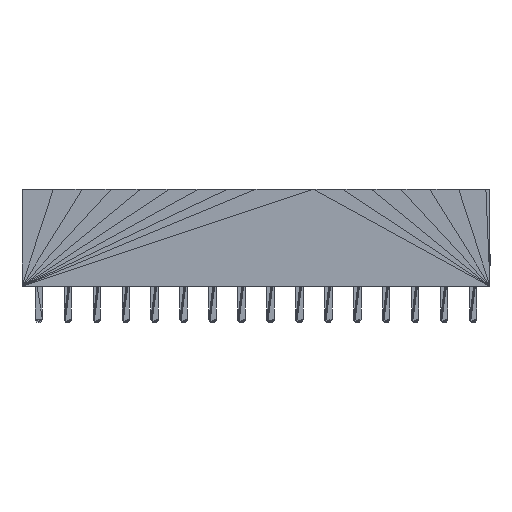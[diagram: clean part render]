
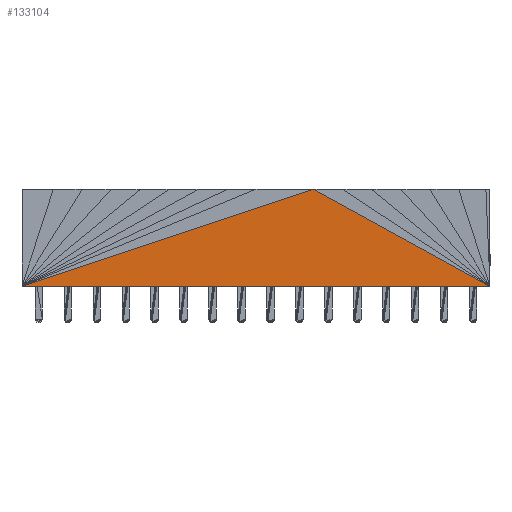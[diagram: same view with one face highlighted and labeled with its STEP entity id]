
A CAD part, front view. The second image highlights one B-rep face of the part: STEP entity #133104.
In plain terms, the highlighted planar face has unit normal (0, -1, 0).
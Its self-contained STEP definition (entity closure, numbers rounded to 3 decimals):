
#12=DIRECTION('',(1.0,0.0,0.0));
#2138=VECTOR('',#12,1000.0);
#2266=DIRECTION('',(-0.0,-1.0,0.0));
#132945=CARTESIAN_POINT('',(20.52,-2.5,0.0));
#132946=VERTEX_POINT('',#132945);
#132949=CARTESIAN_POINT('',(-20.52,-2.5,0.0));
#132950=VERTEX_POINT('',#132949);
#132965=CARTESIAN_POINT('',(5.08,-2.5,8.5));
#132966=VERTEX_POINT('',#132965);
#133077=DIRECTION('',(0.876,0.0,-0.482));
#133078=VECTOR('',#133077,1000.0);
#133079=LINE('',#132965,#133078);
#133080=EDGE_CURVE('',#132966,#132946,#133079,.T.);
#133090=DIRECTION('',(-0.949,0.0,-0.315));
#133091=VECTOR('',#133090,1000.0);
#133092=LINE('',#132965,#133091);
#133093=EDGE_CURVE('',#132966,#132950,#133092,.T.);
#133094=LINE('',#132949,#2138);
#133095=EDGE_CURVE('',#132950,#132946,#133094,.T.);
#133096=ORIENTED_EDGE('',*,*,#133080,.F.);
#133097=ORIENTED_EDGE('',*,*,#133093,.T.);
#133098=ORIENTED_EDGE('',*,*,#133095,.T.);
#133099=DIRECTION('',(-0.876,0.0,0.482));
#133100=AXIS2_PLACEMENT_3D('',#132945,#2266,#133099);
#133101=PLANE('',#133100);
#133102=EDGE_LOOP('',(#133096,#133097,#133098));
#133103=FACE_BOUND('',#133102,.T.);
#133104=ADVANCED_FACE('',(#133103),#133101,.T.);
